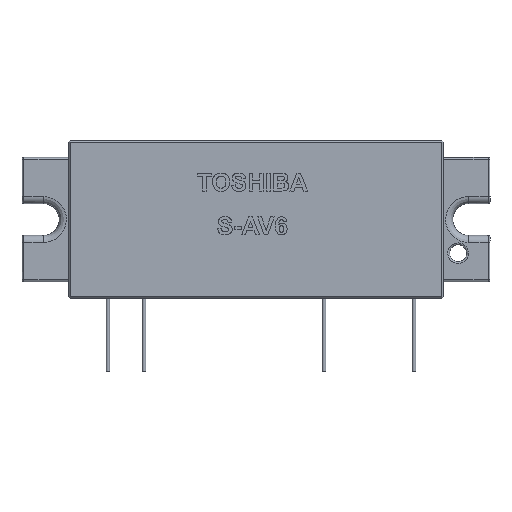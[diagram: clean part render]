
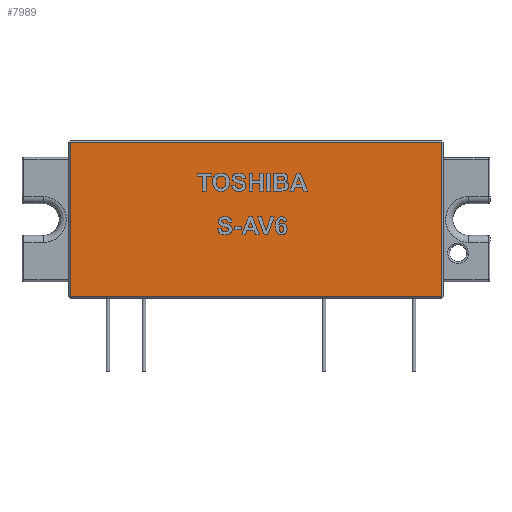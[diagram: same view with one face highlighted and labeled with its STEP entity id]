
A CAD part, top view. The second image highlights one B-rep face of the part: STEP entity #7989.
In plain terms, the highlighted free-form (B-spline) face has degree [1, 1] with [2, 2] control points.
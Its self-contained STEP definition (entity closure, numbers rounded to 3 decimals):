
#7583 = VERTEX_POINT('',#7584);
#7584 = CARTESIAN_POINT('',(80.316,26.659,
    13.024));
#7632 = VERTEX_POINT('',#7633);
#7633 = CARTESIAN_POINT('',(9.226,26.659,
    13.024));
#7730 = VERTEX_POINT('',#7731);
#7731 = CARTESIAN_POINT('',(80.316,-2.917,
    13.024));
#7777 = EDGE_CURVE('',#7583,#7730,#7778,.T.);
#7778 = B_SPLINE_CURVE_WITH_KNOTS('',1,(#7779,#7780),.UNSPECIFIED.,.F.,
  .F.,(2,2),(-16.475,5.325),.PIECEWISE_BEZIER_KNOTS.);
#7779 = CARTESIAN_POINT('',(80.316,26.659,
    13.024));
#7780 = CARTESIAN_POINT('',(80.316,-2.917,
    13.024));
#7799 = VERTEX_POINT('',#7800);
#7800 = CARTESIAN_POINT('',(9.226,-2.917,
    13.024));
#7846 = EDGE_CURVE('',#7730,#7799,#7847,.T.);
#7847 = B_SPLINE_CURVE_WITH_KNOTS('',1,(#7848,#7849),.UNSPECIFIED.,.F.,
  .F.,(2,2),(-39.425,12.975),.PIECEWISE_BEZIER_KNOTS.);
#7848 = CARTESIAN_POINT('',(80.316,-2.917,
    13.024));
#7849 = CARTESIAN_POINT('',(9.226,-2.917,
    13.024));
#7866 = EDGE_CURVE('',#7799,#7632,#7867,.T.);
#7867 = B_SPLINE_CURVE_WITH_KNOTS('',1,(#7868,#7869),.UNSPECIFIED.,.F.,
  .F.,(2,2),(-16.475,5.325),.PIECEWISE_BEZIER_KNOTS.);
#7868 = CARTESIAN_POINT('',(9.226,-2.917,
    13.024));
#7869 = CARTESIAN_POINT('',(9.226,26.659,
    13.024));
#7906 = EDGE_CURVE('',#7632,#7583,#7907,.T.);
#7907 = B_SPLINE_CURVE_WITH_KNOTS('',1,(#7908,#7909),.UNSPECIFIED.,.F.,
  .F.,(2,2),(-39.425,12.975),.PIECEWISE_BEZIER_KNOTS.);
#7908 = CARTESIAN_POINT('',(9.226,26.659,
    13.024));
#7909 = CARTESIAN_POINT('',(80.316,26.659,
    13.024));
#7989 = ADVANCED_FACE('',(#7990),#7996,.T.);
#7990 = FACE_BOUND('',#7991,.T.);
#7991 = EDGE_LOOP('',(#7992,#7993,#7994,#7995));
#7992 = ORIENTED_EDGE('',*,*,#7777,.F.);
#7993 = ORIENTED_EDGE('',*,*,#7906,.F.);
#7994 = ORIENTED_EDGE('',*,*,#7866,.F.);
#7995 = ORIENTED_EDGE('',*,*,#7846,.F.);
#7996 = B_SPLINE_SURFACE_WITH_KNOTS('',1,1,(
    (#7997,#7998)
    ,(#7999,#8000
    )),.UNSPECIFIED.,.F.,.F.,.F.,(2,2),(2,2),(-26.2,26.2),(-10.9,10.9),
  .PIECEWISE_BEZIER_KNOTS.);
#7997 = CARTESIAN_POINT('',(9.226,-2.917,
    13.024));
#7998 = CARTESIAN_POINT('',(9.226,26.659,
    13.024));
#7999 = CARTESIAN_POINT('',(80.316,-2.917,
    13.024));
#8000 = CARTESIAN_POINT('',(80.316,26.659,
    13.024));
